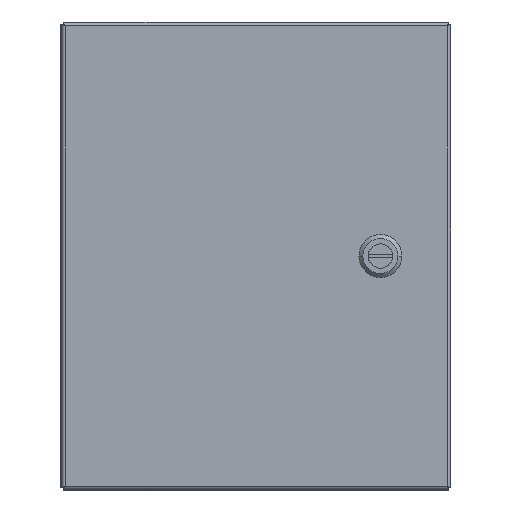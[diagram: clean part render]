
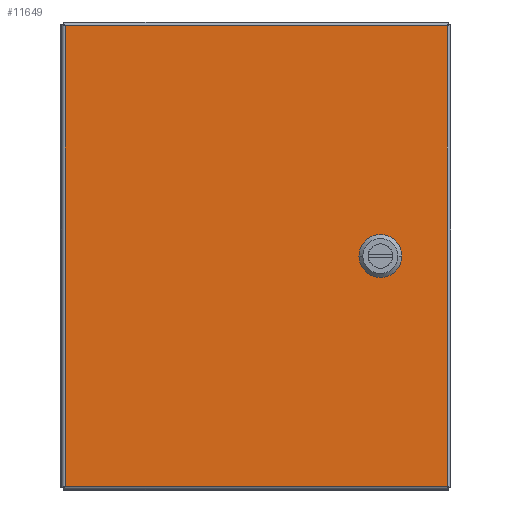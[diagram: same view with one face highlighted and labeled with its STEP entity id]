
A CAD part, front view. The second image highlights one B-rep face of the part: STEP entity #11649.
In plain terms, the highlighted planar face has unit normal (0, -1, 0).
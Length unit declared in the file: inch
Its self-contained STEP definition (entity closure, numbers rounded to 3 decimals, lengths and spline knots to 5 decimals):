
#318 = CARTESIAN_POINT ( 'NONE',  ( 2.7955, -6.822, 0.2305 ) ) ;
#983 = CARTESIAN_POINT ( 'NONE',  ( 3.422, -6.822, 0.395 ) ) ;
#1057 = EDGE_CURVE ( 'NONE', #10995, #13234, #17388, .T. ) ;
#1178 = CARTESIAN_POINT ( 'NONE',  ( 2.96, -6.822, -0.396 ) ) ;
#1288 = DIRECTION ( 'NONE',  ( 0., 0., -1. ) ) ;
#1824 = VERTEX_POINT ( 'NONE', #11173 ) ;
#2056 = LINE ( 'NONE', #16986, #17516 ) ;
#2068 = CARTESIAN_POINT ( 'NONE',  ( -4.896, -6.822, 5.898 ) ) ;
#2192 = ORIENTED_EDGE ( 'NONE', *, *, #3191, .T. ) ;
#2485 = DIRECTION ( 'NONE',  ( -1., 0., 0. ) ) ;
#2579 = CARTESIAN_POINT ( 'NONE',  ( 2.96, -6.822, -0.396 ) ) ;
#2581 = DIRECTION ( 'NONE',  ( -0.707, 0., 0.707 ) ) ;
#2662 = CARTESIAN_POINT ( 'NONE',  ( 2.7955, -6.822, -0.2315 ) ) ;
#2678 = VECTOR ( 'NONE', #3565, 39.37008 ) ;
#2749 = ORIENTED_EDGE ( 'NONE', *, *, #1057, .T. ) ;
#2989 = EDGE_CURVE ( 'NONE', #5552, #11391, #20877, .T. ) ;
#3118 = EDGE_CURVE ( 'NONE', #13934, #10995, #2056, .T. ) ;
#3191 = EDGE_CURVE ( 'NONE', #15897, #8645, #8433, .T. ) ;
#3363 = VECTOR ( 'NONE', #2485, 39.37008 ) ;
#3432 = ORIENTED_EDGE ( 'NONE', *, *, #12525, .T. ) ;
#3565 = DIRECTION ( 'NONE',  ( 0., 0., -1. ) ) ;
#3598 = VECTOR ( 'NONE', #2581, 39.37008 ) ;
#3765 = VECTOR ( 'NONE', #15885, 39.37008 ) ;
#4694 = VERTEX_POINT ( 'NONE', #2662 ) ;
#5038 = VECTOR ( 'NONE', #20752, 39.37008 ) ;
#5295 = CARTESIAN_POINT ( 'NONE',  ( 3.5865, -6.822, -0.2315 ) ) ;
#5322 = ORIENTED_EDGE ( 'NONE', *, *, #8489, .T. ) ;
#5526 = AXIS2_PLACEMENT_3D ( 'NONE', #19696, #14365, #1288 ) ;
#5546 = DIRECTION ( 'NONE',  ( 0.707, 0., -0.707 ) ) ;
#5552 = VERTEX_POINT ( 'NONE', #20470 ) ;
#5582 = ORIENTED_EDGE ( 'NONE', *, *, #16999, .T. ) ;
#6050 = DIRECTION ( 'NONE',  ( -1., 0., 0. ) ) ;
#6814 = DIRECTION ( 'NONE',  ( 1., 0., 0. ) ) ;
#7230 = CARTESIAN_POINT ( 'NONE',  ( 3.5865, -6.822, -0.2315 ) ) ;
#7905 = EDGE_CURVE ( 'NONE', #1824, #15897, #14074, .T. ) ;
#8052 = CARTESIAN_POINT ( 'NONE',  ( 3.5865, -6.822, 0.2305 ) ) ;
#8433 = LINE ( 'NONE', #5295, #2678 ) ;
#8489 = EDGE_CURVE ( 'NONE', #15830, #1824, #9298, .T. ) ;
#8637 = ORIENTED_EDGE ( 'NONE', *, *, #2989, .T. ) ;
#8645 = VERTEX_POINT ( 'NONE', #7230 ) ;
#8665 = ORIENTED_EDGE ( 'NONE', *, *, #18758, .T. ) ;
#8962 = ORIENTED_EDGE ( 'NONE', *, *, #7905, .T. ) ;
#9107 = LINE ( 'NONE', #17236, #13992 ) ;
#9164 = CARTESIAN_POINT ( 'NONE',  ( 4.901, -6.822, -5.899 ) ) ;
#9191 = CARTESIAN_POINT ( 'NONE',  ( -4.896, -6.822, -5.899 ) ) ;
#9298 = LINE ( 'NONE', #17628, #3765 ) ;
#9509 = LINE ( 'NONE', #14368, #3598 ) ;
#10995 = VERTEX_POINT ( 'NONE', #12557 ) ;
#11141 = VERTEX_POINT ( 'NONE', #18192 ) ;
#11173 = CARTESIAN_POINT ( 'NONE',  ( 3.422, -6.822, 0.395 ) ) ;
#11383 = EDGE_CURVE ( 'NONE', #11141, #15830, #15574, .T. ) ;
#11391 = VERTEX_POINT ( 'NONE', #2579 ) ;
#11561 = FACE_OUTER_BOUND ( 'NONE', #20990, .T. ) ;
#11649 = ADVANCED_FACE ( 'NONE', ( #11561, #16319 ), #16545, .T. ) ;
#11689 = ORIENTED_EDGE ( 'NONE', *, *, #13689, .T. ) ;
#11863 = CARTESIAN_POINT ( 'NONE',  ( 4.901, -6.822, 5.898 ) ) ;
#12229 = LINE ( 'NONE', #2068, #3363 ) ;
#12333 = LINE ( 'NONE', #318, #19729 ) ;
#12525 = EDGE_CURVE ( 'NONE', #4694, #11141, #12333, .T. ) ;
#12557 = CARTESIAN_POINT ( 'NONE',  ( 4.901, -6.822, -5.899 ) ) ;
#12778 = VECTOR ( 'NONE', #17629, 39.37008 ) ;
#12809 = ORIENTED_EDGE ( 'NONE', *, *, #3118, .T. ) ;
#13234 = VERTEX_POINT ( 'NONE', #11863 ) ;
#13689 = EDGE_CURVE ( 'NONE', #13234, #15494, #12229, .T. ) ;
#13860 = EDGE_CURVE ( 'NONE', #11391, #4694, #9509, .T. ) ;
#13934 = VERTEX_POINT ( 'NONE', #9191 ) ;
#13992 = VECTOR ( 'NONE', #15599, 39.37008 ) ;
#14074 = LINE ( 'NONE', #983, #19295 ) ;
#14365 = DIRECTION ( 'NONE',  ( 0., -1., 0. ) ) ;
#14368 = CARTESIAN_POINT ( 'NONE',  ( 2.7955, -6.822, -0.2315 ) ) ;
#15101 = VECTOR ( 'NONE', #20317, 39.37008 ) ;
#15209 = CARTESIAN_POINT ( 'NONE',  ( -4.896, -6.822, 5.898 ) ) ;
#15494 = VERTEX_POINT ( 'NONE', #15209 ) ;
#15574 = LINE ( 'NONE', #19142, #12778 ) ;
#15599 = DIRECTION ( 'NONE',  ( -0.707, 0., -0.707 ) ) ;
#15734 = CARTESIAN_POINT ( 'NONE',  ( -4.896, -6.822, -5.899 ) ) ;
#15830 = VERTEX_POINT ( 'NONE', #16372 ) ;
#15885 = DIRECTION ( 'NONE',  ( 1., 0., 0. ) ) ;
#15897 = VERTEX_POINT ( 'NONE', #8052 ) ;
#16319 = FACE_BOUND ( 'NONE', #16647, .T. ) ;
#16372 = CARTESIAN_POINT ( 'NONE',  ( 2.96, -6.822, 0.395 ) ) ;
#16545 = PLANE ( 'NONE',  #5526 ) ;
#16647 = EDGE_LOOP ( 'NONE', ( #3432, #20748, #5322, #8962, #2192, #5582, #8637, #18544 ) ) ;
#16986 = CARTESIAN_POINT ( 'NONE',  ( -4.896, -6.822, -5.899 ) ) ;
#16999 = EDGE_CURVE ( 'NONE', #8645, #5552, #9107, .T. ) ;
#17236 = CARTESIAN_POINT ( 'NONE',  ( 3.5865, -6.822, -0.2315 ) ) ;
#17388 = LINE ( 'NONE', #9164, #5038 ) ;
#17516 = VECTOR ( 'NONE', #6814, 39.37008 ) ;
#17628 = CARTESIAN_POINT ( 'NONE',  ( 3.422, -6.822, 0.395 ) ) ;
#17629 = DIRECTION ( 'NONE',  ( 0.707, 0., 0.707 ) ) ;
#18192 = CARTESIAN_POINT ( 'NONE',  ( 2.7955, -6.822, 0.2305 ) ) ;
#18544 = ORIENTED_EDGE ( 'NONE', *, *, #13860, .T. ) ;
#18758 = EDGE_CURVE ( 'NONE', #15494, #13934, #20619, .T. ) ;
#19142 = CARTESIAN_POINT ( 'NONE',  ( 2.96, -6.822, 0.395 ) ) ;
#19295 = VECTOR ( 'NONE', #5546, 39.37008 ) ;
#19696 = CARTESIAN_POINT ( 'NONE',  ( -4.896, -6.822, -5.899 ) ) ;
#19729 = VECTOR ( 'NONE', #20540, 39.37008 ) ;
#20317 = DIRECTION ( 'NONE',  ( 0., 0., -1. ) ) ;
#20470 = CARTESIAN_POINT ( 'NONE',  ( 3.422, -6.822, -0.396 ) ) ;
#20540 = DIRECTION ( 'NONE',  ( 0., 0., 1. ) ) ;
#20619 = LINE ( 'NONE', #15734, #15101 ) ;
#20748 = ORIENTED_EDGE ( 'NONE', *, *, #11383, .T. ) ;
#20752 = DIRECTION ( 'NONE',  ( 0., 0., 1. ) ) ;
#20877 = LINE ( 'NONE', #1178, #21321 ) ;
#20990 = EDGE_LOOP ( 'NONE', ( #2749, #11689, #8665, #12809 ) ) ;
#21321 = VECTOR ( 'NONE', #6050, 39.37008 ) ;
